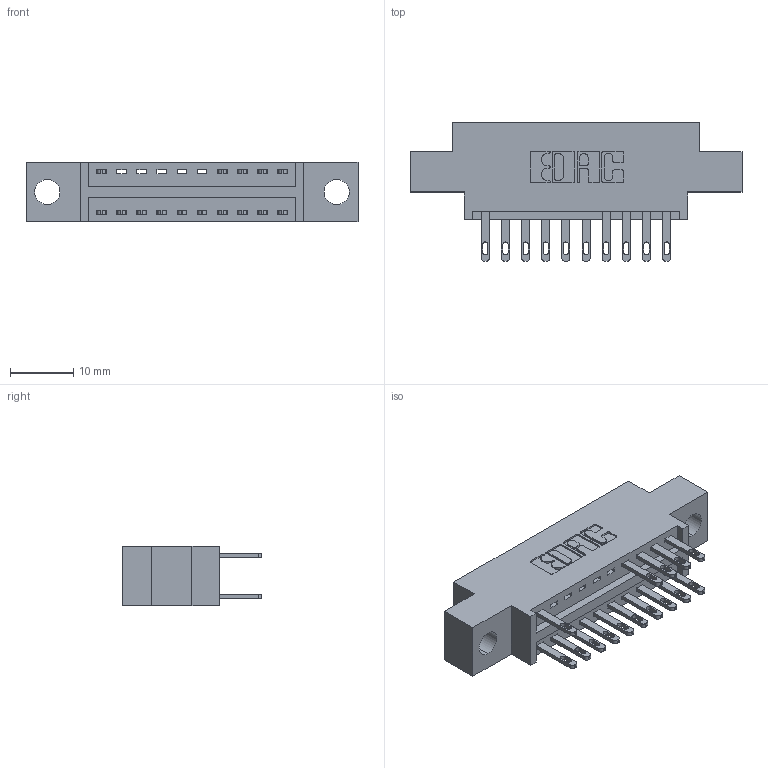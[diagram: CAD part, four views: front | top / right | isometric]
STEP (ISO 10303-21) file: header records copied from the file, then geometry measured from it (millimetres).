
FILE_DESCRIPTION (( 'STEP AP203' ), '1' );
FILE_NAME ('346-020-500-804.STEP', '2018-08-20T10:53:43', ( '' ), ( '' ), 'SwSTEP 2.0', 'SolidWorks 2016', '' );
FILE_SCHEMA (( 'CONFIG_CONTROL_DESIGN' ));
Length unit declared in the file: inch
Products named in the file (3): 346 Part_0.170 Offset - 0.156 Dia-TH; 345-292-001_345-293-100; 346-020-500-804
Assembly tree (16 placements, depth 2):
  346-020-500-804
    346 Part_0.170 Offset - 0.156 Dia-TH
    345-292-001_345-293-100  x15
Bounding box: 52.32 x 21.84 x 9.4 mm (x, y, z)
Volume: 4612.1 mm3; surface area: 5727.1 mm2
Topology: 16 solids, 16 shells, 876 faces, 2651 edges, 1766 vertices
Faces by surface type: plane 540, cylinder 336
Entity records: 10739 total; most frequent: CARTESIAN_POINT 1835, ORIENTED_EDGE 1774, DIRECTION 1665, EDGE_CURVE 887, LINE 711, VECTOR 711, VERTEX_POINT 590, AXIS2_PLACEMENT_3D 477
